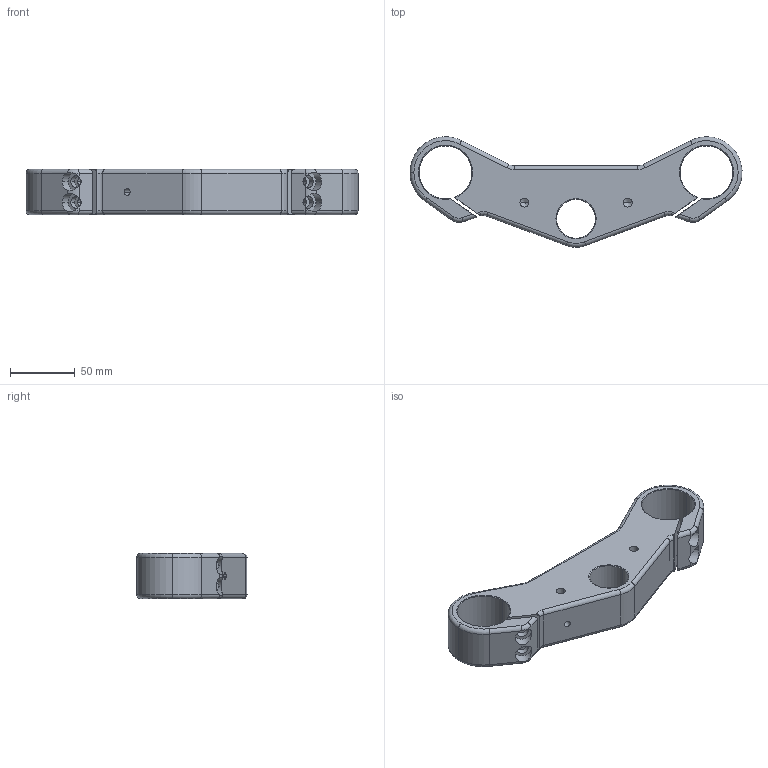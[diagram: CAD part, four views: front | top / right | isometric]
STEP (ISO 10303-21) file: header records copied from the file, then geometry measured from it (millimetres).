
FILE_DESCRIPTION (( 'STEP AP203' ), '1' );
FILE_NAME ('téfourche inf bobber.STEP', '2018-02-28T08:37:49', ( '' ), ( '' ), 'SwSTEP 2.0', 'SolidWorks 2011', '' );
FILE_SCHEMA (( 'CONFIG_CONTROL_DESIGN' ));
Length unit declared in the file: millimetre
Products named in the file (1): téfourche inf bobber
Bounding box: 256.98 x 85.43 x 35 mm (x, y, z)
Volume: 334210 mm3; surface area: 60207.7 mm2
Topology: 1 solids, 1 shells, 156 faces, 402 edges, 238 vertices
Faces by surface type: cylinder 80, cone 34, plane 22, torus 20
Entity records: 4915 total; most frequent: CARTESIAN_POINT 1083, DIRECTION 834, ORIENTED_EDGE 768, EDGE_CURVE 384, AXIS2_PLACEMENT_3D 339, VERTEX_POINT 238, CIRCLE 182, EDGE_LOOP 176
